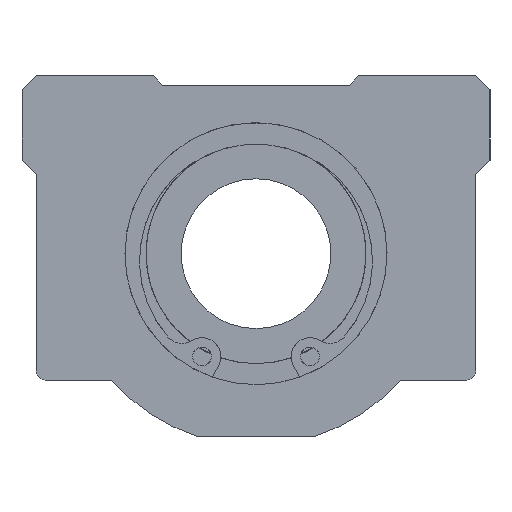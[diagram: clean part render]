
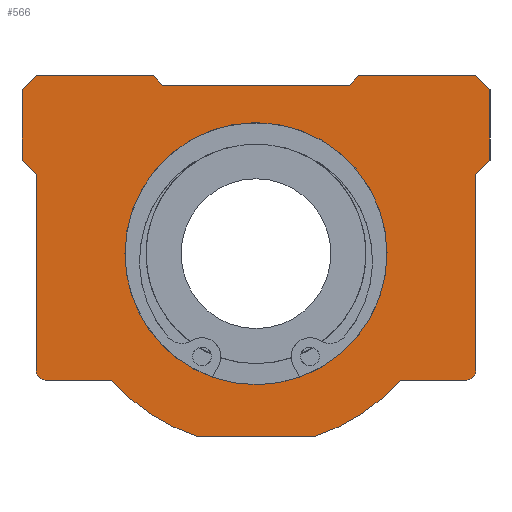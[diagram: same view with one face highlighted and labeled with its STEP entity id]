
A CAD part, left-side view. The second image highlights one B-rep face of the part: STEP entity #566.
In plain terms, the highlighted planar face has unit normal (-1, 0, 0).
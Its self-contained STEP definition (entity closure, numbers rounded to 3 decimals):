
#489=CIRCLE('',#4720,14.);
#491=CIRCLE('',#4723,1.);
#498=CIRCLE('',#4733,1.);
#499=CIRCLE('',#4735,20.5);
#500=CIRCLE('',#4736,20.5);
#566=ADVANCED_FACE('',(#1266,#1267),#806,.F.);
#806=PLANE('',#4737);
#1266=FACE_BOUND('',#1407,.T.);
#1267=FACE_BOUND('',#1408,.T.);
#1407=EDGE_LOOP('',(#1990,#1991,#1992,#1993,#1994,#1995,#1996,#1997,#1998,
#1999,#2000,#2001,#2002,#2003,#2004,#2005,#2006,#2007,#2008,#2009));
#1408=EDGE_LOOP('',(#2010));
#1990=ORIENTED_EDGE('',*,*,#3553,.F.);
#1991=ORIENTED_EDGE('',*,*,#3556,.F.);
#1992=ORIENTED_EDGE('',*,*,#3578,.F.);
#1993=ORIENTED_EDGE('',*,*,#3579,.F.);
#1994=ORIENTED_EDGE('',*,*,#3580,.F.);
#1995=ORIENTED_EDGE('',*,*,#3581,.F.);
#1996=ORIENTED_EDGE('',*,*,#3576,.F.);
#1997=ORIENTED_EDGE('',*,*,#3356,.F.);
#1998=ORIENTED_EDGE('',*,*,#3582,.F.);
#1999=ORIENTED_EDGE('',*,*,#3583,.F.);
#2000=ORIENTED_EDGE('',*,*,#3584,.F.);
#2001=ORIENTED_EDGE('',*,*,#3585,.F.);
#2002=ORIENTED_EDGE('',*,*,#3586,.F.);
#2003=ORIENTED_EDGE('',*,*,#3587,.F.);
#2004=ORIENTED_EDGE('',*,*,#3588,.F.);
#2005=ORIENTED_EDGE('',*,*,#3589,.F.);
#2006=ORIENTED_EDGE('',*,*,#3590,.F.);
#2007=ORIENTED_EDGE('',*,*,#3591,.F.);
#2008=ORIENTED_EDGE('',*,*,#3592,.F.);
#2009=ORIENTED_EDGE('',*,*,#3425,.F.);
#2010=ORIENTED_EDGE('',*,*,#3550,.T.);
#2936=VERTEX_POINT('',#6099);
#2938=VERTEX_POINT('',#6103);
#3006=VERTEX_POINT('',#6547);
#3008=VERTEX_POINT('',#6550);
#3097=VERTEX_POINT('',#6937);
#3099=VERTEX_POINT('',#6942);
#3101=VERTEX_POINT('',#6948);
#3119=VERTEX_POINT('',#6989);
#3120=VERTEX_POINT('',#6993);
#3121=VERTEX_POINT('',#6995);
#3122=VERTEX_POINT('',#6997);
#3123=VERTEX_POINT('',#7000);
#3124=VERTEX_POINT('',#7002);
#3125=VERTEX_POINT('',#7004);
#3126=VERTEX_POINT('',#7006);
#3127=VERTEX_POINT('',#7008);
#3128=VERTEX_POINT('',#7010);
#3129=VERTEX_POINT('',#7012);
#3130=VERTEX_POINT('',#7014);
#3131=VERTEX_POINT('',#7016);
#3132=VERTEX_POINT('',#7018);
#3356=EDGE_CURVE('',#2938,#2936,#3961,.T.);
#3425=EDGE_CURVE('',#3006,#3008,#4002,.T.);
#3550=EDGE_CURVE('',#3097,#3097,#489,.T.);
#3553=EDGE_CURVE('',#3099,#3006,#491,.T.);
#3556=EDGE_CURVE('',#3101,#3099,#4050,.T.);
#3576=EDGE_CURVE('',#2936,#3119,#498,.T.);
#3578=EDGE_CURVE('',#3120,#3101,#499,.T.);
#3579=EDGE_CURVE('',#3121,#3120,#4065,.T.);
#3580=EDGE_CURVE('',#3122,#3121,#500,.T.);
#3581=EDGE_CURVE('',#3119,#3122,#4066,.T.);
#3582=EDGE_CURVE('',#3123,#2938,#4067,.T.);
#3583=EDGE_CURVE('',#3124,#3123,#4068,.T.);
#3584=EDGE_CURVE('',#3125,#3124,#4069,.T.);
#3585=EDGE_CURVE('',#3126,#3125,#4070,.T.);
#3586=EDGE_CURVE('',#3127,#3126,#4071,.T.);
#3587=EDGE_CURVE('',#3128,#3127,#4072,.T.);
#3588=EDGE_CURVE('',#3129,#3128,#4073,.T.);
#3589=EDGE_CURVE('',#3130,#3129,#4074,.T.);
#3590=EDGE_CURVE('',#3131,#3130,#4075,.T.);
#3591=EDGE_CURVE('',#3132,#3131,#4076,.T.);
#3592=EDGE_CURVE('',#3008,#3132,#4077,.T.);
#3961=LINE('',#6104,#4263);
#4002=LINE('',#6549,#4304);
#4050=LINE('',#6949,#4352);
#4065=LINE('',#6994,#4367);
#4066=LINE('',#6998,#4368);
#4067=LINE('',#6999,#4369);
#4068=LINE('',#7001,#4370);
#4069=LINE('',#7003,#4371);
#4070=LINE('',#7005,#4372);
#4071=LINE('',#7007,#4373);
#4072=LINE('',#7009,#4374);
#4073=LINE('',#7011,#4375);
#4074=LINE('',#7013,#4376);
#4075=LINE('',#7015,#4377);
#4076=LINE('',#7017,#4378);
#4077=LINE('',#7019,#4379);
#4263=VECTOR('',#4927,1.);
#4304=VECTOR('',#4970,1.);
#4352=VECTOR('',#5234,1.);
#4367=VECTOR('',#5271,1.);
#4368=VECTOR('',#5274,1.);
#4369=VECTOR('',#5275,1.);
#4370=VECTOR('',#5276,1.);
#4371=VECTOR('',#5277,1.);
#4372=VECTOR('',#5278,1.);
#4373=VECTOR('',#5279,1.);
#4374=VECTOR('',#5280,1.);
#4375=VECTOR('',#5281,1.);
#4376=VECTOR('',#5282,1.);
#4377=VECTOR('',#5283,1.);
#4378=VECTOR('',#5284,1.);
#4379=VECTOR('',#5285,1.);
#4720=AXIS2_PLACEMENT_3D('',#6936,#5221,#5222);
#4723=AXIS2_PLACEMENT_3D('',#6943,#5228,#5229);
#4733=AXIS2_PLACEMENT_3D('',#6988,#5264,#5265);
#4735=AXIS2_PLACEMENT_3D('',#6992,#5269,#5270);
#4736=AXIS2_PLACEMENT_3D('',#6996,#5272,#5273);
#4737=AXIS2_PLACEMENT_3D('',#7020,#5286,#5287);
#4927=DIRECTION('',(0.,0.,-1.));
#4970=DIRECTION('',(0.,0.,1.));
#5221=DIRECTION('',(1.,0.,0.));
#5222=DIRECTION('',(0.,-1.,0.));
#5228=DIRECTION('',(1.,0.,0.));
#5229=DIRECTION('',(0.,0.707,-0.707));
#5234=DIRECTION('',(0.,1.,0.));
#5264=DIRECTION('',(1.,0.,0.));
#5265=DIRECTION('',(0.,-0.707,-0.707));
#5269=DIRECTION('',(1.,0.,0.));
#5270=DIRECTION('',(0.,0.,-1.));
#5271=DIRECTION('',(0.,1.,0.));
#5272=DIRECTION('',(1.,0.,0.));
#5273=DIRECTION('',(0.,0.,-1.));
#5274=DIRECTION('',(0.,1.,0.));
#5275=DIRECTION('',(0.,0.707,-0.707));
#5276=DIRECTION('',(0.,0.,-1.));
#5277=DIRECTION('',(0.,-0.707,-0.707));
#5278=DIRECTION('',(0.,-1.,0.));
#5279=DIRECTION('',(0.,-0.707,0.707));
#5280=DIRECTION('',(0.,-1.,0.));
#5281=DIRECTION('',(0.,-0.707,-0.707));
#5282=DIRECTION('',(0.,-1.,0.));
#5283=DIRECTION('',(0.,-0.707,0.707));
#5284=DIRECTION('',(0.,0.,1.));
#5285=DIRECTION('',(0.,0.707,0.707));
#5286=DIRECTION('',(1.,0.,0.));
#5287=DIRECTION('',(0.,0.,-1.));
#6099=CARTESIAN_POINT('',(0.,-23.5,-12.5));
#6103=CARTESIAN_POINT('',(0.,-23.5,8.5));
#6104=CARTESIAN_POINT('',(0.,-23.5,8.5));
#6547=CARTESIAN_POINT('',(0.,23.5,-12.5));
#6549=CARTESIAN_POINT('',(0.,23.5,-11.5));
#6550=CARTESIAN_POINT('',(0.,23.5,8.5));
#6936=CARTESIAN_POINT('',(0.,0.,0.));
#6937=CARTESIAN_POINT('',(0.,14.,0.));
#6942=CARTESIAN_POINT('',(0.,22.5,-13.5));
#6943=CARTESIAN_POINT('',(0.,22.5,-12.5));
#6948=CARTESIAN_POINT('',(0.,15.427,-13.5));
#6949=CARTESIAN_POINT('',(0.,0.,-13.5));
#6988=CARTESIAN_POINT('',(0.,-22.5,-12.5));
#6989=CARTESIAN_POINT('',(0.,-22.5,-13.5));
#6992=CARTESIAN_POINT('',(0.,0.,0.));
#6993=CARTESIAN_POINT('',(0.,6.325,-19.5));
#6994=CARTESIAN_POINT('',(0.,0.,-19.5));
#6995=CARTESIAN_POINT('',(0.,-6.325,-19.5));
#6996=CARTESIAN_POINT('',(0.,0.,0.));
#6997=CARTESIAN_POINT('',(0.,-15.427,-13.5));
#6998=CARTESIAN_POINT('',(0.,0.,-13.5));
#6999=CARTESIAN_POINT('',(0.,-25.,10.));
#7000=CARTESIAN_POINT('',(0.,-25.,10.));
#7001=CARTESIAN_POINT('',(0.,-25.,17.5));
#7002=CARTESIAN_POINT('',(0.,-25.,17.5));
#7003=CARTESIAN_POINT('',(0.,-23.5,19.));
#7004=CARTESIAN_POINT('',(0.,-23.5,19.));
#7005=CARTESIAN_POINT('',(0.,-11.,19.));
#7006=CARTESIAN_POINT('',(0.,-11.,19.));
#7007=CARTESIAN_POINT('',(0.,-10.,18.));
#7008=CARTESIAN_POINT('',(0.,-10.,18.));
#7009=CARTESIAN_POINT('',(0.,10.,18.));
#7010=CARTESIAN_POINT('',(0.,10.,18.));
#7011=CARTESIAN_POINT('',(0.,11.,19.));
#7012=CARTESIAN_POINT('',(0.,11.,19.));
#7013=CARTESIAN_POINT('',(0.,23.5,19.));
#7014=CARTESIAN_POINT('',(0.,23.5,19.));
#7015=CARTESIAN_POINT('',(0.,25.,17.5));
#7016=CARTESIAN_POINT('',(0.,25.,17.5));
#7017=CARTESIAN_POINT('',(0.,25.,10.));
#7018=CARTESIAN_POINT('',(0.,25.,10.));
#7019=CARTESIAN_POINT('',(0.,23.5,8.5));
#7020=CARTESIAN_POINT('',(0.,0.,2.049));
